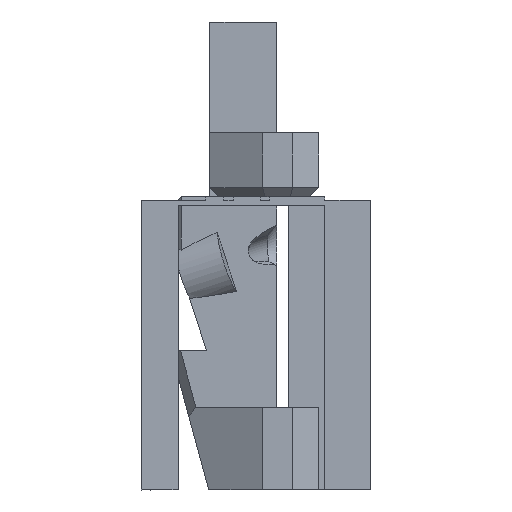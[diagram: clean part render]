
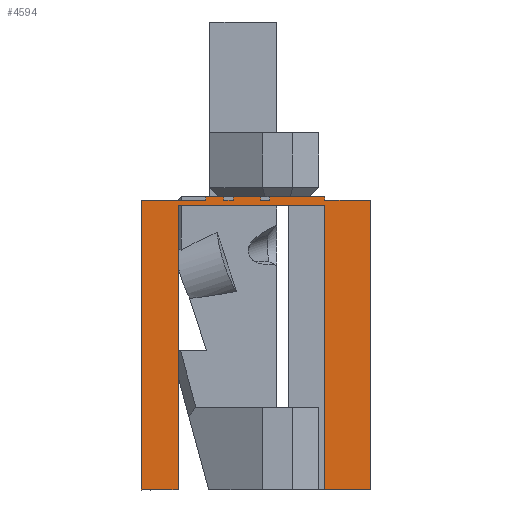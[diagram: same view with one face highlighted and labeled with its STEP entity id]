
A CAD part, left-side view. The second image highlights one B-rep face of the part: STEP entity #4594.
In plain terms, the highlighted planar face has unit normal (-1, 0, 0).
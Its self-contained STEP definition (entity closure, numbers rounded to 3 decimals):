
#54 = VERTEX_POINT('',#55);
#55 = CARTESIAN_POINT('',(-30.284,28.,8.053));
#61 = EDGE_CURVE('',#62,#54,#64,.T.);
#62 = VERTEX_POINT('',#63);
#63 = CARTESIAN_POINT('',(-30.284,28.,39.653));
#64 = LINE('',#65,#66);
#65 = CARTESIAN_POINT('',(-30.284,28.,39.653));
#66 = VECTOR('',#67,1.);
#67 = DIRECTION('',(0.,0.,-1.));
#93 = VERTEX_POINT('',#94);
#94 = CARTESIAN_POINT('',(-30.284,24.,8.053));
#100 = EDGE_CURVE('',#93,#54,#101,.T.);
#101 = LINE('',#102,#103);
#102 = CARTESIAN_POINT('',(-30.284,19.837,8.053));
#103 = VECTOR('',#104,1.);
#104 = DIRECTION('',(0.,1.,0.));
#148 = EDGE_CURVE('',#149,#151,#153,.T.);
#149 = VERTEX_POINT('',#150);
#150 = CARTESIAN_POINT('',(-30.284,21.,40.053));
#151 = VERTEX_POINT('',#152);
#152 = CARTESIAN_POINT('',(-30.284,21.,39.653));
#153 = LINE('',#154,#155);
#154 = CARTESIAN_POINT('',(-30.284,21.,40.053));
#155 = VECTOR('',#156,1.);
#156 = DIRECTION('',(0.,0.,-1.));
#197 = EDGE_CURVE('',#198,#149,#200,.T.);
#198 = VERTEX_POINT('',#199);
#199 = CARTESIAN_POINT('',(-30.284,19.,40.053));
#200 = LINE('',#201,#202);
#201 = CARTESIAN_POINT('',(-30.284,8.,40.053));
#202 = VECTOR('',#203,1.);
#203 = DIRECTION('',(0.,1.,0.));
#222 = VERTEX_POINT('',#223);
#223 = CARTESIAN_POINT('',(-30.284,18.,40.053));
#229 = EDGE_CURVE('',#230,#222,#232,.T.);
#230 = VERTEX_POINT('',#231);
#231 = CARTESIAN_POINT('',(-30.284,15.,40.053));
#232 = LINE('',#233,#234);
#233 = CARTESIAN_POINT('',(-30.284,8.,40.053));
#234 = VECTOR('',#235,1.);
#235 = DIRECTION('',(0.,1.,0.));
#254 = VERTEX_POINT('',#255);
#255 = CARTESIAN_POINT('',(-30.284,14.,40.053));
#261 = EDGE_CURVE('',#262,#254,#264,.T.);
#262 = VERTEX_POINT('',#263);
#263 = CARTESIAN_POINT('',(-30.284,8.,40.053));
#264 = LINE('',#265,#266);
#265 = CARTESIAN_POINT('',(-30.284,8.,40.053));
#266 = VECTOR('',#267,1.);
#267 = DIRECTION('',(0.,1.,0.));
#994 = EDGE_CURVE('',#198,#995,#997,.T.);
#995 = VERTEX_POINT('',#996);
#996 = CARTESIAN_POINT('',(-30.284,19.,39.653));
#997 = LINE('',#998,#999);
#998 = CARTESIAN_POINT('',(-30.284,19.,40.053));
#999 = VECTOR('',#1000,1.);
#1000 = DIRECTION('',(0.,0.,-1.));
#2993 = VERTEX_POINT('',#2994);
#2994 = CARTESIAN_POINT('',(-30.284,8.,39.653));
#3000 = EDGE_CURVE('',#262,#2993,#3001,.T.);
#3001 = LINE('',#3002,#3003);
#3002 = CARTESIAN_POINT('',(-30.284,8.,40.053));
#3003 = VECTOR('',#3004,1.);
#3004 = DIRECTION('',(0.,0.,-1.));
#3024 = VERTEX_POINT('',#3025);
#3025 = CARTESIAN_POINT('',(-30.284,14.,39.653)
  );
#3031 = EDGE_CURVE('',#3024,#254,#3032,.T.);
#3032 = LINE('',#3033,#3034);
#3033 = CARTESIAN_POINT('',(-30.284,14.,40.053)
  );
#3034 = VECTOR('',#3035,1.);
#3035 = DIRECTION('',(0.,0.,1.));
#3070 = EDGE_CURVE('',#230,#3071,#3073,.T.);
#3071 = VERTEX_POINT('',#3072);
#3072 = CARTESIAN_POINT('',(-30.284,15.,39.653)
  );
#3073 = LINE('',#3074,#3075);
#3074 = CARTESIAN_POINT('',(-30.284,15.,40.053)
  );
#3075 = VECTOR('',#3076,1.);
#3076 = DIRECTION('',(0.,0.,-1.));
#3103 = VERTEX_POINT('',#3104);
#3104 = CARTESIAN_POINT('',(-30.284,18.,39.653)
  );
#3110 = EDGE_CURVE('',#3103,#222,#3111,.T.);
#3111 = LINE('',#3112,#3113);
#3112 = CARTESIAN_POINT('',(-30.284,18.,40.053)
  );
#3113 = VECTOR('',#3114,1.);
#3114 = DIRECTION('',(0.,0.,1.));
#3429 = EDGE_CURVE('',#995,#3103,#3430,.T.);
#3430 = LINE('',#3431,#3432);
#3431 = CARTESIAN_POINT('',(-30.284,28.,39.653)
  );
#3432 = VECTOR('',#3433,1.);
#3433 = DIRECTION('',(0.,-1.,0.));
#3446 = EDGE_CURVE('',#3071,#3024,#3447,.T.);
#3447 = LINE('',#3448,#3449);
#3448 = CARTESIAN_POINT('',(-30.284,28.,39.653)
  );
#3449 = VECTOR('',#3450,1.);
#3450 = DIRECTION('',(0.,-1.,0.));
#3955 = EDGE_CURVE('',#3956,#3958,#3960,.T.);
#3956 = VERTEX_POINT('',#3957);
#3957 = CARTESIAN_POINT('',(-30.284,3.,39.653));
#3958 = VERTEX_POINT('',#3959);
#3959 = CARTESIAN_POINT('',(-30.284,3.,8.053));
#3960 = LINE('',#3961,#3962);
#3961 = CARTESIAN_POINT('',(-30.284,3.,39.653));
#3962 = VECTOR('',#3963,1.);
#3963 = DIRECTION('',(0.,0.,-1.));
#3988 = EDGE_CURVE('',#3958,#3989,#3991,.T.);
#3989 = VERTEX_POINT('',#3990);
#3990 = CARTESIAN_POINT('',(-30.284,8.028,8.053));
#3991 = LINE('',#3992,#3993);
#3992 = CARTESIAN_POINT('',(-30.284,9.337,8.053));
#3993 = VECTOR('',#3994,1.);
#3994 = DIRECTION('',(0.,1.,0.));
#4054 = VERTEX_POINT('',#4055);
#4055 = CARTESIAN_POINT('',(-30.284,8.028,39.053));
#4061 = EDGE_CURVE('',#4054,#3989,#4062,.T.);
#4062 = LINE('',#4063,#4064);
#4063 = CARTESIAN_POINT('',(-30.284,8.028,39.653));
#4064 = VECTOR('',#4065,1.);
#4065 = DIRECTION('',(0.,0.,-1.));
#4113 = EDGE_CURVE('',#4054,#4114,#4116,.T.);
#4114 = VERTEX_POINT('',#4115);
#4115 = CARTESIAN_POINT('',(-30.284,24.,39.053)
  );
#4116 = LINE('',#4117,#4118);
#4117 = CARTESIAN_POINT('',(-30.284,8.028,39.053));
#4118 = VECTOR('',#4119,1.);
#4119 = DIRECTION('',(0.,1.,0.));
#4152 = EDGE_CURVE('',#4114,#93,#4153,.T.);
#4153 = LINE('',#4154,#4155);
#4154 = CARTESIAN_POINT('',(-30.284,24.,39.653)
  );
#4155 = VECTOR('',#4156,1.);
#4156 = DIRECTION('',(0.,0.,-1.));
#4594 = ADVANCED_FACE('',(#4595),#4627,.T.);
#4595 = FACE_BOUND('',#4596,.T.);
#4596 = EDGE_LOOP('',(#4597,#4598,#4604,#4605,#4606,#4607,#4608,#4609,
    #4610,#4611,#4617,#4618,#4619,#4620,#4621,#4622,#4623,#4624,#4625,
    #4626));
#4597 = ORIENTED_EDGE('',*,*,#148,.T.);
#4598 = ORIENTED_EDGE('',*,*,#4599,.F.);
#4599 = EDGE_CURVE('',#62,#151,#4600,.T.);
#4600 = LINE('',#4601,#4602);
#4601 = CARTESIAN_POINT('',(-30.284,28.,39.653)
  );
#4602 = VECTOR('',#4603,1.);
#4603 = DIRECTION('',(0.,-1.,0.));
#4604 = ORIENTED_EDGE('',*,*,#61,.T.);
#4605 = ORIENTED_EDGE('',*,*,#100,.F.);
#4606 = ORIENTED_EDGE('',*,*,#4152,.F.);
#4607 = ORIENTED_EDGE('',*,*,#4113,.F.);
#4608 = ORIENTED_EDGE('',*,*,#4061,.T.);
#4609 = ORIENTED_EDGE('',*,*,#3988,.F.);
#4610 = ORIENTED_EDGE('',*,*,#3955,.F.);
#4611 = ORIENTED_EDGE('',*,*,#4612,.F.);
#4612 = EDGE_CURVE('',#2993,#3956,#4613,.T.);
#4613 = LINE('',#4614,#4615);
#4614 = CARTESIAN_POINT('',(-30.284,28.,39.653)
  );
#4615 = VECTOR('',#4616,1.);
#4616 = DIRECTION('',(0.,-1.,0.));
#4617 = ORIENTED_EDGE('',*,*,#3000,.F.);
#4618 = ORIENTED_EDGE('',*,*,#261,.T.);
#4619 = ORIENTED_EDGE('',*,*,#3031,.F.);
#4620 = ORIENTED_EDGE('',*,*,#3446,.F.);
#4621 = ORIENTED_EDGE('',*,*,#3070,.F.);
#4622 = ORIENTED_EDGE('',*,*,#229,.T.);
#4623 = ORIENTED_EDGE('',*,*,#3110,.F.);
#4624 = ORIENTED_EDGE('',*,*,#3429,.F.);
#4625 = ORIENTED_EDGE('',*,*,#994,.F.);
#4626 = ORIENTED_EDGE('',*,*,#197,.T.);
#4627 = PLANE('',#4628);
#4628 = AXIS2_PLACEMENT_3D('',#4629,#4630,#4631);
#4629 = CARTESIAN_POINT('',(-30.284,15.684,26.777)
  );
#4630 = DIRECTION('',(-1.,0.,0.));
#4631 = DIRECTION('',(0.,0.,1.));
